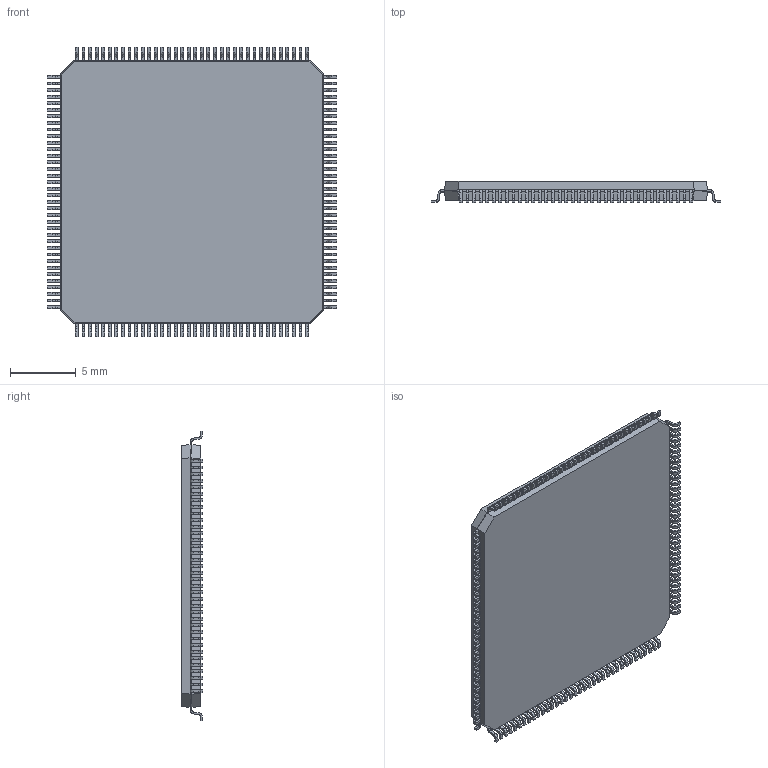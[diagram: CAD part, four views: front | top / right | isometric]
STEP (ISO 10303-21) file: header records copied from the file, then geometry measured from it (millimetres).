
FILE_DESCRIPTION(/* description */ ('STEP AP214','CAx-IF Rec.Pracs.---Representation and Presentation of Product Manufacturing Information (PMI)---4.0---2014-10-13'),/* implementation_level */ '2;1');
FILE_NAME(/* name */ 'STM32F429ZIT6TR.step',/* time_stamp */ '2025-03-09T03:06:35+01:00',/* author */ (''),/* organization */ (''),/* preprocessor_version */ 'ST-DEVELOPER v20',/* originating_system */ 'Autodesk Translation Framework v13.20.0.188',/* authorisation */ '');
FILE_SCHEMA (('AP242_MANAGED_MODEL_BASED_3D_ENGINEERING_MIM_LF { 1 0 10303 442 1 1 4 }'));
Products named in the file (1): STM32H743ZIT6
Bounding box: 22 x 1.6 x 22 mm (x, y, z)
Volume: 580 mm3; surface area: 1070 mm2
Topology: 145 solids, 145 shells, 2042 faces, 5256 edges, 3504 vertices
Faces by surface type: plane 1466, cylinder 576
Entity records: 63798 total; most frequent: CARTESIAN_POINT 10803, ORIENTED_EDGE 10512, DIRECTION 10494, EDGE_CURVE 5256, LINE 4104, VECTOR 4104, VERTEX_POINT 3504, AXIS2_PLACEMENT_3D 3195
